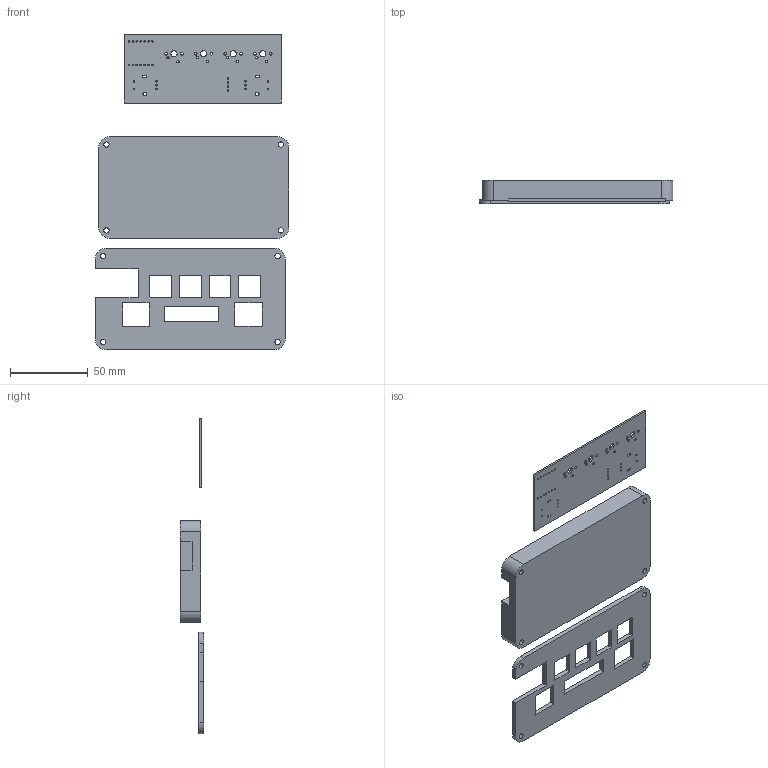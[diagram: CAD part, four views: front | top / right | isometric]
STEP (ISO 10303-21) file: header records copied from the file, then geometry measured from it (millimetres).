
FILE_DESCRIPTION(/* description */ (''),/* implementation_level */ '2;1');
FILE_NAME(/* name */ 'All Case componets.step',/* time_stamp */ '2025-12-10T17:20:53+11:00',/* author */ (''),/* organization */ (''),/* preprocessor_version */ 'ST-DEVELOPER v20.1',/* originating_system */ 'Autodesk Translation Framework v14.21.0.0',/* authorisation */ '');
FILE_SCHEMA (('AUTOMOTIVE_DESIGN { 1 0 10303 214 3 1 1 }'));
Length unit declared in the file: millimetre
Products named in the file (5): All Case componets; (Unsaved); Dash Board Micro Board 1; Dash Board Micro Board_PCB; (Unsaved)_1
Assembly tree (4 placements, depth 3):
  All Case componets
    (Unsaved)
    Dash Board Micro Board 1
      Dash Board Micro Board_PCB
    (Unsaved)_1
Bounding box: 124.42 x 15 x 203.03 mm (x, y, z)
Volume: 78818.5 mm3; surface area: 47602.1 mm2
Topology: 3 solids, 3 shells, 154 faces, 444 edges, 296 vertices
Faces by surface type: cylinder 88, plane 66
Full cylindrical faces by diameter (mm): 0.889 x14, 1 x14, 1.5 x8, 1.7 x8, 3.4 x8, 4 x4
Entity records: 5543 total; most frequent: DIRECTION 946, CARTESIAN_POINT 903, ORIENTED_EDGE 888, EDGE_CURVE 444, AXIS2_PLACEMENT_3D 339, VERTEX_POINT 296, EDGE_LOOP 288, LINE 268
